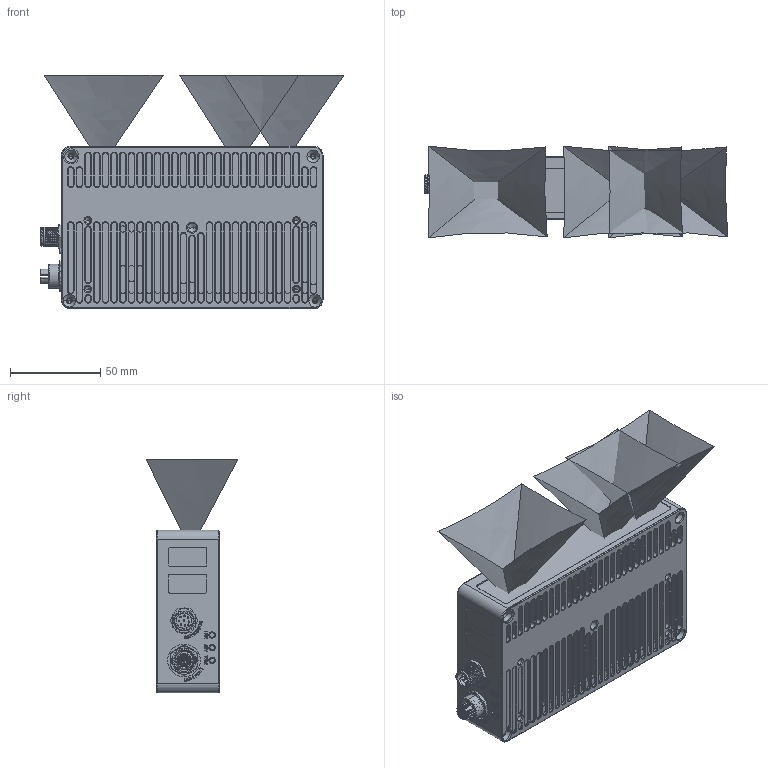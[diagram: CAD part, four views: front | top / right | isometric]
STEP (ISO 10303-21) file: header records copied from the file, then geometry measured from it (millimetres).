
FILE_DESCRIPTION((''),'1');
FILE_NAME('#1740948824','#2024-01-24T10:36:05',(''),(''),' UNKOWN, 1',' UNKOWN, 1','');
FILE_SCHEMA((' CONFIG_CONTROL_DESIGN'));
Products named in the file (1): 8X50001
Bounding box: 168.02 x 50.78 x 129.45 mm (x, y, z)
Volume: 380397.8 mm3; surface area: 128335.7 mm2
Topology: 2 solids, 15 shells, 3222 faces, 8253 edges, 5193 vertices
Faces by surface type: plane 1351, cylinder 959, cone 425, extrusion 200, bspline 177, torus 78, sphere 32
Entity records: 167587 total; most frequent: CARTESIAN_POINT 56470, ORIENTED_EDGE 16334, DIRECTION 14997, PRESENTATION_STYLE_ASSIGNMENT 9616, STYLED_ITEM 8294, CURVE_STYLE 8283, EDGE_CURVE 8173, VERTEX_POINT 5193
